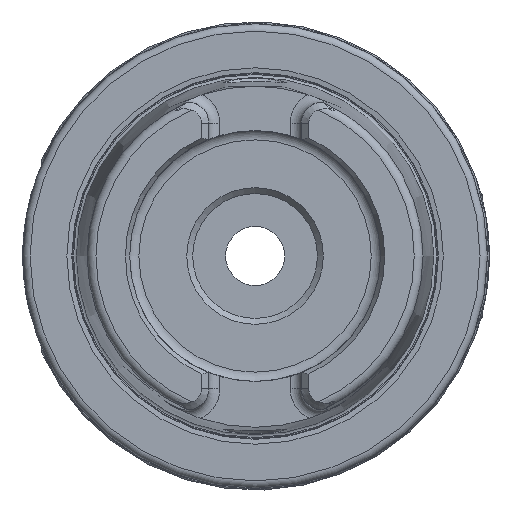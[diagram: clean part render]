
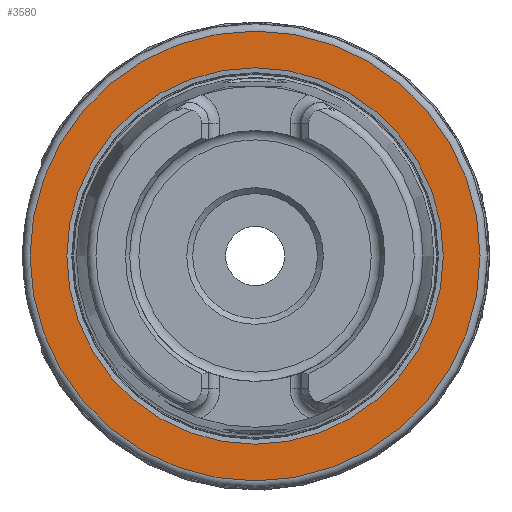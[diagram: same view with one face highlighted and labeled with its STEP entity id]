
A CAD part, left-side view. The second image highlights one B-rep face of the part: STEP entity #3580.
In plain terms, the highlighted planar face has unit normal (-1, 0, 0).
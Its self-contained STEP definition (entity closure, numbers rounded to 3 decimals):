
#181=FACE_BOUND('',#799,.T.);
#342=CIRCLE('',#3986,25.52);
#343=CIRCLE('',#3988,30.5);
#576=FACE_OUTER_BOUND('',#798,.T.);
#798=EDGE_LOOP('',(#3203));
#799=EDGE_LOOP('',(#3204));
#1657=VERTEX_POINT('',#8146);
#1658=VERTEX_POINT('',#8150);
#2179=EDGE_CURVE('',#1657,#1657,#342,.T.);
#2180=EDGE_CURVE('',#1658,#1658,#343,.T.);
#3203=ORIENTED_EDGE('',*,*,#2180,.F.);
#3204=ORIENTED_EDGE('',*,*,#2179,.T.);
#3383=PLANE('',#3987);
#3580=ADVANCED_FACE('',(#576,#181),#3383,.T.);
#3986=AXIS2_PLACEMENT_3D('',#8148,#4866,#4867);
#3987=AXIS2_PLACEMENT_3D('',#8149,#4868,#4869);
#3988=AXIS2_PLACEMENT_3D('',#8151,#4870,#4871);
#4866=DIRECTION('center_axis',(1.,0.,0.));
#4867=DIRECTION('ref_axis',(0.,0.,-1.));
#4868=DIRECTION('center_axis',(-1.,0.,0.));
#4869=DIRECTION('ref_axis',(0.,0.,1.));
#4870=DIRECTION('center_axis',(1.,0.,0.));
#4871=DIRECTION('ref_axis',(0.,0.,-1.));
#8146=CARTESIAN_POINT('',(0.,-25.52,0.));
#8148=CARTESIAN_POINT('Origin',(0.,0.,
0.));
#8149=CARTESIAN_POINT('Origin',(0.,30.5,0.));
#8150=CARTESIAN_POINT('',(0.,0.,30.5));
#8151=CARTESIAN_POINT('Origin',(0.,0.,
0.));
